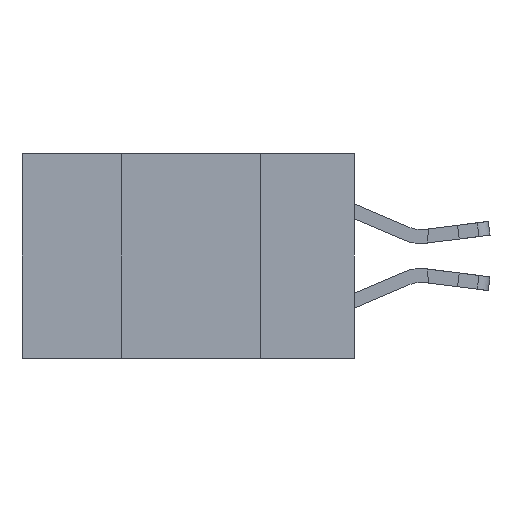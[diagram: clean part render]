
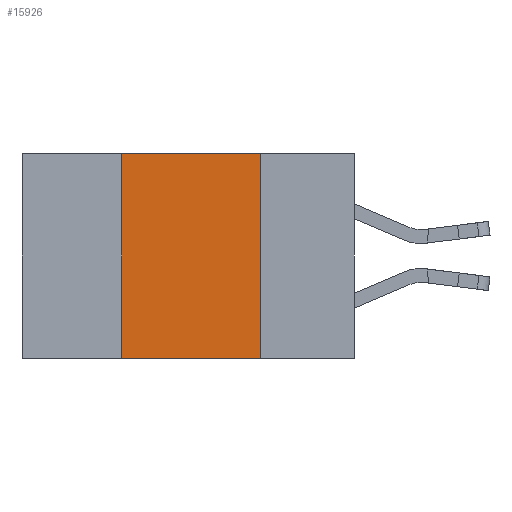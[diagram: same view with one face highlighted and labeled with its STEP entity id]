
A CAD part, left-side view. The second image highlights one B-rep face of the part: STEP entity #15926.
In plain terms, the highlighted planar face has unit normal (-1, 0, 0).
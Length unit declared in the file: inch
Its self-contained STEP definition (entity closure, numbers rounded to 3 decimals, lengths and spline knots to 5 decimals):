
#489 = DIRECTION ( 'NONE',  ( 0., 0., 1. ) ) ;
#1226 = EDGE_CURVE ( 'NONE', #14199, #7081, #6106, .T. ) ;
#1233 = VECTOR ( 'NONE', #10144, 39.37008 ) ;
#1940 = CARTESIAN_POINT ( 'NONE',  ( 0., 0.6, 0. ) ) ;
#3187 = AXIS2_PLACEMENT_3D ( 'NONE', #9253, #15077, #4931 ) ;
#3523 = LINE ( 'NONE', #20365, #14829 ) ;
#4032 = DIRECTION ( 'NONE',  ( 0., -1., 0. ) ) ;
#4158 = CARTESIAN_POINT ( 'NONE',  ( 0., 0.42, 0. ) ) ;
#4931 = DIRECTION ( 'NONE',  ( 0., 0., -1. ) ) ;
#6106 = LINE ( 'NONE', #17665, #20680 ) ;
#6215 = VERTEX_POINT ( 'NONE', #10798 ) ;
#7081 = VERTEX_POINT ( 'NONE', #16828 ) ;
#9253 = CARTESIAN_POINT ( 'NONE',  ( 0., 0.6, 0. ) ) ;
#9442 = VERTEX_POINT ( 'NONE', #4158 ) ;
#10144 = DIRECTION ( 'NONE',  ( 0., -1., 0. ) ) ;
#10715 = EDGE_CURVE ( 'NONE', #6215, #9442, #3523, .T. ) ;
#10798 = CARTESIAN_POINT ( 'NONE',  ( 0., 0.42, -0.37 ) ) ;
#10860 = FACE_OUTER_BOUND ( 'NONE', #14227, .T. ) ;
#11164 = ORIENTED_EDGE ( 'NONE', *, *, #15405, .T. ) ;
#11433 = LINE ( 'NONE', #1940, #1233 ) ;
#12219 = LINE ( 'NONE', #18840, #16979 ) ;
#12493 = EDGE_CURVE ( 'NONE', #9442, #14199, #11433, .T. ) ;
#13958 = ORIENTED_EDGE ( 'NONE', *, *, #10715, .F. ) ;
#14199 = VERTEX_POINT ( 'NONE', #17817 ) ;
#14202 = ORIENTED_EDGE ( 'NONE', *, *, #12493, .F. ) ;
#14227 = EDGE_LOOP ( 'NONE', ( #15806, #14202, #13958, #11164 ) ) ;
#14829 = VECTOR ( 'NONE', #489, 39.37008 ) ;
#15077 = DIRECTION ( 'NONE',  ( 1., 0., 0. ) ) ;
#15405 = EDGE_CURVE ( 'NONE', #6215, #7081, #12219, .T. ) ;
#15806 = ORIENTED_EDGE ( 'NONE', *, *, #1226, .F. ) ;
#15926 = ADVANCED_FACE ( 'NONE', ( #10860 ), #17472, .F. ) ;
#16828 = CARTESIAN_POINT ( 'NONE',  ( 0., 0.17, -0.37 ) ) ;
#16979 = VECTOR ( 'NONE', #4032, 39.37008 ) ;
#17472 = PLANE ( 'NONE',  #3187 ) ;
#17665 = CARTESIAN_POINT ( 'NONE',  ( 0., 0.17, -0.37 ) ) ;
#17784 = DIRECTION ( 'NONE',  ( 0., 0., -1. ) ) ;
#17817 = CARTESIAN_POINT ( 'NONE',  ( 0., 0.17, 0. ) ) ;
#18840 = CARTESIAN_POINT ( 'NONE',  ( 0., 0.6, -0.37 ) ) ;
#20365 = CARTESIAN_POINT ( 'NONE',  ( 0., 0.42, -0.37 ) ) ;
#20680 = VECTOR ( 'NONE', #17784, 39.37008 ) ;
